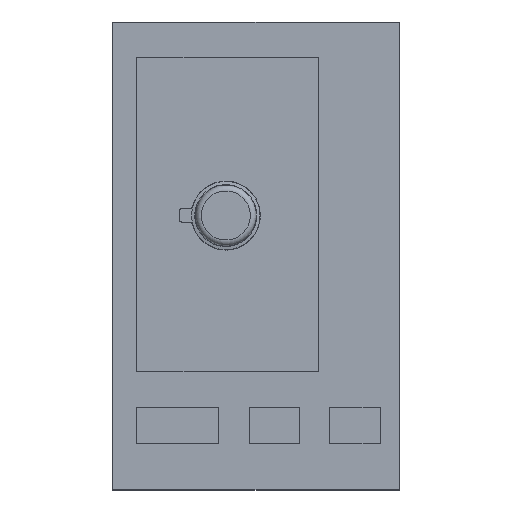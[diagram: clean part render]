
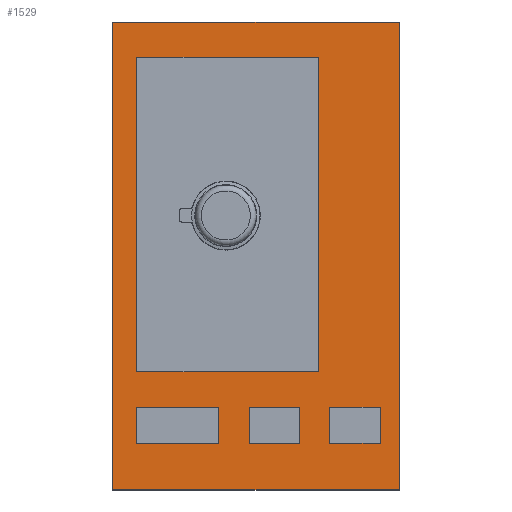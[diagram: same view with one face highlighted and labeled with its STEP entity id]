
A CAD part, top view. The second image highlights one B-rep face of the part: STEP entity #1529.
In plain terms, the highlighted planar face has unit normal (0, 0, 1).
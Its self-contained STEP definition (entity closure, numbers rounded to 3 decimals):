
#76=FACE_BOUND('',#275,.T.);
#77=FACE_BOUND('',#276,.T.);
#78=FACE_BOUND('',#277,.T.);
#79=FACE_BOUND('',#278,.T.);
#80=FACE_BOUND('',#279,.T.);
#81=FACE_BOUND('',#280,.T.);
#82=FACE_BOUND('',#281,.T.);
#83=FACE_BOUND('',#282,.T.);
#84=FACE_BOUND('',#283,.T.);
#85=FACE_BOUND('',#284,.T.);
#86=FACE_BOUND('',#285,.T.);
#87=FACE_BOUND('',#286,.T.);
#88=FACE_BOUND('',#287,.T.);
#89=FACE_BOUND('',#288,.T.);
#90=FACE_BOUND('',#289,.T.);
#91=FACE_BOUND('',#290,.T.);
#92=FACE_BOUND('',#291,.T.);
#93=FACE_BOUND('',#292,.T.);
#120=PLANE('',#1728);
#182=FACE_OUTER_BOUND('',#274,.T.);
#274=EDGE_LOOP('',(#1116,#1117,#1118,#1119));
#275=EDGE_LOOP('',(#1120));
#276=EDGE_LOOP('',(#1121));
#277=EDGE_LOOP('',(#1122));
#278=EDGE_LOOP('',(#1123));
#279=EDGE_LOOP('',(#1124));
#280=EDGE_LOOP('',(#1125));
#281=EDGE_LOOP('',(#1126));
#282=EDGE_LOOP('',(#1127));
#283=EDGE_LOOP('',(#1128));
#284=EDGE_LOOP('',(#1129));
#285=EDGE_LOOP('',(#1130));
#286=EDGE_LOOP('',(#1131));
#287=EDGE_LOOP('',(#1132));
#288=EDGE_LOOP('',(#1133));
#289=EDGE_LOOP('',(#1134));
#290=EDGE_LOOP('',(#1135));
#291=EDGE_LOOP('',(#1136));
#292=EDGE_LOOP('',(#1137));
#404=LINE('',#2500,#504);
#407=LINE('',#2506,#507);
#410=LINE('',#2512,#510);
#413=LINE('',#2516,#513);
#504=VECTOR('',#2008,10.);
#507=VECTOR('',#2013,10.);
#510=VECTOR('',#2018,10.);
#513=VECTOR('',#2023,10.);
#585=CIRCLE('',#1672,0.4);
#587=CIRCLE('',#1675,0.4);
#589=CIRCLE('',#1678,0.4);
#591=CIRCLE('',#1681,0.4);
#593=CIRCLE('',#1684,0.457);
#595=CIRCLE('',#1687,0.407);
#597=CIRCLE('',#1690,0.457);
#599=CIRCLE('',#1693,0.457);
#601=CIRCLE('',#1696,0.457);
#603=CIRCLE('',#1699,0.457);
#605=CIRCLE('',#1702,0.457);
#607=CIRCLE('',#1705,0.457);
#609=CIRCLE('',#1708,0.407);
#611=CIRCLE('',#1711,0.407);
#613=CIRCLE('',#1714,0.4);
#615=CIRCLE('',#1717,0.4);
#617=CIRCLE('',#1720,0.4);
#619=CIRCLE('',#1723,0.4);
#687=VERTEX_POINT('',#2388);
#689=VERTEX_POINT('',#2394);
#691=VERTEX_POINT('',#2400);
#693=VERTEX_POINT('',#2406);
#695=VERTEX_POINT('',#2412);
#697=VERTEX_POINT('',#2418);
#699=VERTEX_POINT('',#2424);
#701=VERTEX_POINT('',#2430);
#703=VERTEX_POINT('',#2436);
#705=VERTEX_POINT('',#2442);
#707=VERTEX_POINT('',#2448);
#709=VERTEX_POINT('',#2454);
#711=VERTEX_POINT('',#2460);
#713=VERTEX_POINT('',#2466);
#715=VERTEX_POINT('',#2472);
#717=VERTEX_POINT('',#2478);
#719=VERTEX_POINT('',#2484);
#721=VERTEX_POINT('',#2490);
#724=VERTEX_POINT('',#2497);
#725=VERTEX_POINT('',#2499);
#727=VERTEX_POINT('',#2505);
#729=VERTEX_POINT('',#2511);
#824=EDGE_CURVE('',#687,#687,#585,.T.);
#827=EDGE_CURVE('',#689,#689,#587,.T.);
#830=EDGE_CURVE('',#691,#691,#589,.T.);
#833=EDGE_CURVE('',#693,#693,#591,.T.);
#836=EDGE_CURVE('',#695,#695,#593,.T.);
#839=EDGE_CURVE('',#697,#697,#595,.T.);
#842=EDGE_CURVE('',#699,#699,#597,.T.);
#845=EDGE_CURVE('',#701,#701,#599,.T.);
#848=EDGE_CURVE('',#703,#703,#601,.T.);
#851=EDGE_CURVE('',#705,#705,#603,.T.);
#854=EDGE_CURVE('',#707,#707,#605,.T.);
#857=EDGE_CURVE('',#709,#709,#607,.T.);
#860=EDGE_CURVE('',#711,#711,#609,.T.);
#863=EDGE_CURVE('',#713,#713,#611,.T.);
#866=EDGE_CURVE('',#715,#715,#613,.T.);
#869=EDGE_CURVE('',#717,#717,#615,.T.);
#872=EDGE_CURVE('',#719,#719,#617,.T.);
#875=EDGE_CURVE('',#721,#721,#619,.T.);
#878=EDGE_CURVE('',#725,#724,#404,.T.);
#881=EDGE_CURVE('',#727,#725,#407,.T.);
#884=EDGE_CURVE('',#729,#727,#410,.T.);
#887=EDGE_CURVE('',#724,#729,#413,.T.);
#1116=ORIENTED_EDGE('',*,*,#887,.T.);
#1117=ORIENTED_EDGE('',*,*,#884,.T.);
#1118=ORIENTED_EDGE('',*,*,#881,.T.);
#1119=ORIENTED_EDGE('',*,*,#878,.T.);
#1120=ORIENTED_EDGE('',*,*,#824,.T.);
#1121=ORIENTED_EDGE('',*,*,#827,.T.);
#1122=ORIENTED_EDGE('',*,*,#830,.T.);
#1123=ORIENTED_EDGE('',*,*,#833,.T.);
#1124=ORIENTED_EDGE('',*,*,#836,.T.);
#1125=ORIENTED_EDGE('',*,*,#839,.T.);
#1126=ORIENTED_EDGE('',*,*,#842,.T.);
#1127=ORIENTED_EDGE('',*,*,#845,.T.);
#1128=ORIENTED_EDGE('',*,*,#848,.T.);
#1129=ORIENTED_EDGE('',*,*,#851,.T.);
#1130=ORIENTED_EDGE('',*,*,#854,.T.);
#1131=ORIENTED_EDGE('',*,*,#857,.T.);
#1132=ORIENTED_EDGE('',*,*,#860,.T.);
#1133=ORIENTED_EDGE('',*,*,#863,.T.);
#1134=ORIENTED_EDGE('',*,*,#866,.T.);
#1135=ORIENTED_EDGE('',*,*,#869,.T.);
#1136=ORIENTED_EDGE('',*,*,#872,.T.);
#1137=ORIENTED_EDGE('',*,*,#875,.T.);
#1529=ADVANCED_FACE('',(#182,#76,#77,#78,#79,#80,#81,#82,#83,#84,#85,#86,
#87,#88,#89,#90,#91,#92,#93),#120,.T.);
#1672=AXIS2_PLACEMENT_3D('',#2390,#1883,#1884);
#1675=AXIS2_PLACEMENT_3D('',#2396,#1890,#1891);
#1678=AXIS2_PLACEMENT_3D('',#2402,#1897,#1898);
#1681=AXIS2_PLACEMENT_3D('',#2408,#1904,#1905);
#1684=AXIS2_PLACEMENT_3D('',#2414,#1911,#1912);
#1687=AXIS2_PLACEMENT_3D('',#2420,#1918,#1919);
#1690=AXIS2_PLACEMENT_3D('',#2426,#1925,#1926);
#1693=AXIS2_PLACEMENT_3D('',#2432,#1932,#1933);
#1696=AXIS2_PLACEMENT_3D('',#2438,#1939,#1940);
#1699=AXIS2_PLACEMENT_3D('',#2444,#1946,#1947);
#1702=AXIS2_PLACEMENT_3D('',#2450,#1953,#1954);
#1705=AXIS2_PLACEMENT_3D('',#2456,#1960,#1961);
#1708=AXIS2_PLACEMENT_3D('',#2462,#1967,#1968);
#1711=AXIS2_PLACEMENT_3D('',#2468,#1974,#1975);
#1714=AXIS2_PLACEMENT_3D('',#2474,#1981,#1982);
#1717=AXIS2_PLACEMENT_3D('',#2480,#1988,#1989);
#1720=AXIS2_PLACEMENT_3D('',#2486,#1995,#1996);
#1723=AXIS2_PLACEMENT_3D('',#2492,#2002,#2003);
#1728=AXIS2_PLACEMENT_3D('',#2517,#2024,#2025);
#1883=DIRECTION('center_axis',(0.,0.,-1.));
#1884=DIRECTION('ref_axis',(1.,0.,0.));
#1890=DIRECTION('center_axis',(0.,0.,-1.));
#1891=DIRECTION('ref_axis',(1.,0.,0.));
#1897=DIRECTION('center_axis',(0.,0.,-1.));
#1898=DIRECTION('ref_axis',(1.,0.,0.));
#1904=DIRECTION('center_axis',(0.,0.,-1.));
#1905=DIRECTION('ref_axis',(1.,0.,0.));
#1911=DIRECTION('center_axis',(0.,0.,-1.));
#1912=DIRECTION('ref_axis',(1.,0.,0.));
#1918=DIRECTION('center_axis',(0.,0.,-1.));
#1919=DIRECTION('ref_axis',(1.,0.,0.));
#1925=DIRECTION('center_axis',(0.,0.,-1.));
#1926=DIRECTION('ref_axis',(1.,0.,0.));
#1932=DIRECTION('center_axis',(0.,0.,-1.));
#1933=DIRECTION('ref_axis',(1.,0.,0.));
#1939=DIRECTION('center_axis',(0.,0.,-1.));
#1940=DIRECTION('ref_axis',(1.,0.,0.));
#1946=DIRECTION('center_axis',(0.,0.,-1.));
#1947=DIRECTION('ref_axis',(1.,0.,0.));
#1953=DIRECTION('center_axis',(0.,0.,-1.));
#1954=DIRECTION('ref_axis',(1.,0.,0.));
#1960=DIRECTION('center_axis',(0.,0.,-1.));
#1961=DIRECTION('ref_axis',(1.,0.,0.));
#1967=DIRECTION('center_axis',(0.,0.,-1.));
#1968=DIRECTION('ref_axis',(1.,0.,0.));
#1974=DIRECTION('center_axis',(0.,0.,-1.));
#1975=DIRECTION('ref_axis',(1.,0.,0.));
#1981=DIRECTION('center_axis',(0.,0.,-1.));
#1982=DIRECTION('ref_axis',(1.,0.,0.));
#1988=DIRECTION('center_axis',(0.,0.,-1.));
#1989=DIRECTION('ref_axis',(1.,0.,0.));
#1995=DIRECTION('center_axis',(0.,0.,-1.));
#1996=DIRECTION('ref_axis',(1.,0.,0.));
#2002=DIRECTION('center_axis',(0.,0.,-1.));
#2003=DIRECTION('ref_axis',(1.,0.,0.));
#2008=DIRECTION('',(-1.,0.,0.));
#2013=DIRECTION('',(0.,1.,0.));
#2018=DIRECTION('',(1.,0.,0.));
#2023=DIRECTION('',(0.,-1.,0.));
#2024=DIRECTION('center_axis',(0.,0.,1.));
#2025=DIRECTION('ref_axis',(1.,0.,0.));
#2388=CARTESIAN_POINT('',(4.665,9.602,1.57));
#2390=CARTESIAN_POINT('Origin',(5.065,9.602,1.57));
#2394=CARTESIAN_POINT('',(9.745,9.602,1.57));
#2396=CARTESIAN_POINT('Origin',(10.145,9.602,1.57));
#2400=CARTESIAN_POINT('',(7.205,12.142,1.57));
#2402=CARTESIAN_POINT('Origin',(7.605,12.142,1.57));
#2406=CARTESIAN_POINT('',(4.665,12.142,1.57));
#2408=CARTESIAN_POINT('Origin',(5.065,12.142,1.57));
#2412=CARTESIAN_POINT('',(17.323,3.81,1.57));
#2414=CARTESIAN_POINT('Origin',(17.78,3.81,1.57));
#2418=CARTESIAN_POINT('',(7.214,19.05,1.57));
#2420=CARTESIAN_POINT('Origin',(7.62,19.05,1.57));
#2424=CARTESIAN_POINT('',(4.623,3.81,1.57));
#2426=CARTESIAN_POINT('Origin',(5.08,3.81,1.57));
#2430=CARTESIAN_POINT('',(13.513,3.81,1.57));
#2432=CARTESIAN_POINT('Origin',(13.97,3.81,1.57));
#2436=CARTESIAN_POINT('',(19.863,3.81,1.57));
#2438=CARTESIAN_POINT('Origin',(20.32,3.81,1.57));
#2442=CARTESIAN_POINT('',(10.973,3.81,1.57));
#2444=CARTESIAN_POINT('Origin',(11.43,3.81,1.57));
#2448=CARTESIAN_POINT('',(2.083,3.81,1.57));
#2450=CARTESIAN_POINT('Origin',(2.54,3.81,1.57));
#2454=CARTESIAN_POINT('',(7.163,3.81,1.57));
#2456=CARTESIAN_POINT('Origin',(7.62,3.81,1.57));
#2460=CARTESIAN_POINT('',(9.754,19.05,1.57));
#2462=CARTESIAN_POINT('Origin',(10.16,19.05,1.57));
#2466=CARTESIAN_POINT('',(9.754,21.59,1.57));
#2468=CARTESIAN_POINT('Origin',(10.16,21.59,1.57));
#2472=CARTESIAN_POINT('',(12.285,12.142,1.57));
#2474=CARTESIAN_POINT('Origin',(12.685,12.142,1.57));
#2478=CARTESIAN_POINT('',(9.745,12.142,1.57));
#2480=CARTESIAN_POINT('Origin',(10.145,12.142,1.57));
#2484=CARTESIAN_POINT('',(7.205,9.602,1.57));
#2486=CARTESIAN_POINT('Origin',(7.605,9.602,1.57));
#2490=CARTESIAN_POINT('',(12.285,9.602,1.57));
#2492=CARTESIAN_POINT('Origin',(12.685,9.602,1.57));
#2497=CARTESIAN_POINT('',(0.,35.55,1.57));
#2499=CARTESIAN_POINT('',(22.53,35.55,1.57));
#2500=CARTESIAN_POINT('',(22.53,35.55,1.57));
#2505=CARTESIAN_POINT('',(22.53,-1.27,1.57));
#2506=CARTESIAN_POINT('',(22.53,-1.27,1.57));
#2511=CARTESIAN_POINT('',(0.,-1.27,1.57));
#2512=CARTESIAN_POINT('',(0.,-1.27,1.57));
#2516=CARTESIAN_POINT('',(0.,35.55,1.57));
#2517=CARTESIAN_POINT('Origin',(11.265,17.14,1.57));
